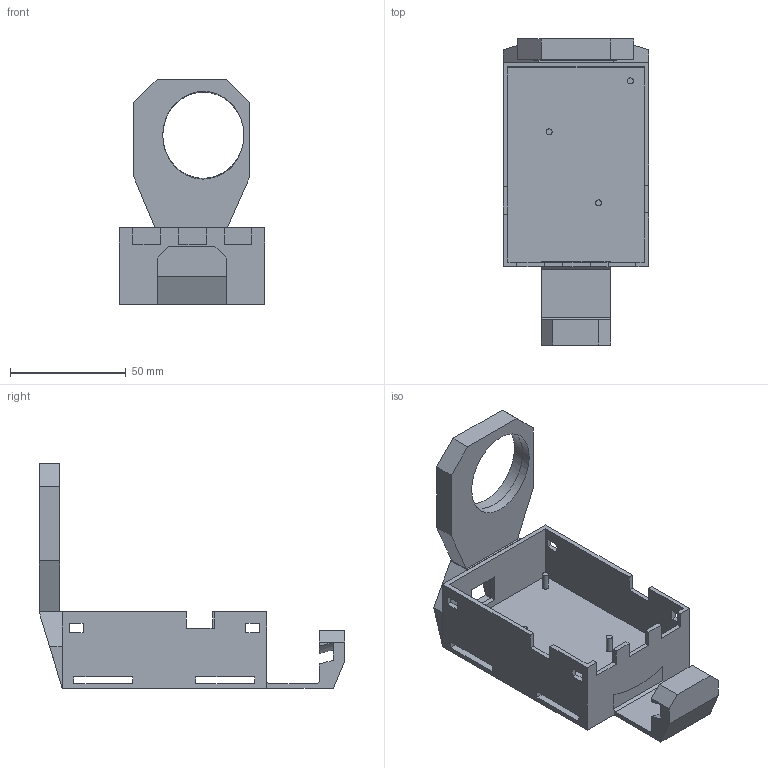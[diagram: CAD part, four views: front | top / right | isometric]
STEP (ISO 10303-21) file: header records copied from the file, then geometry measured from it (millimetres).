
FILE_DESCRIPTION(/* description */ (''),/* implementation_level */ '2;1');
FILE_NAME(/* name */ 'Controller_and_PCB_Mount.step',/* time_stamp */ '2022-12-02T13:43:46-05:00',/* author */ (''),/* organization */ (''),/* preprocessor_version */ 'ST-DEVELOPER v19.2',/* originating_system */ 'Autodesk Translation Framework v11.17.0.187',/* authorisation */ '');
FILE_SCHEMA (('AUTOMOTIVE_DESIGN { 1 0 10303 214 3 1 1 }'));
Length unit declared in the file: millimetre
Products named in the file (4): Controller_and_PCB_Mount; Component1; PCB Mount; PCB_Mount
Assembly tree (3 placements, depth 4):
  Controller_and_PCB_Mount
    Component1
      PCB Mount
        PCB_Mount
Bounding box: 62.8 x 132 x 97 mm (x, y, z)
Volume: 80306.1 mm3; surface area: 49404 mm2
Topology: 3 solids, 3 shells, 105 faces, 287 edges, 191 vertices
Faces by surface type: plane 97, bspline 5, cylinder 3
Full cylindrical faces by diameter (mm): 2.598 x3
Entity records: 3941 total; most frequent: CARTESIAN_POINT 1198, ORIENTED_EDGE 574, DIRECTION 488, EDGE_CURVE 287, LINE 262, VECTOR 262, VERTEX_POINT 191, EDGE_LOOP 126
